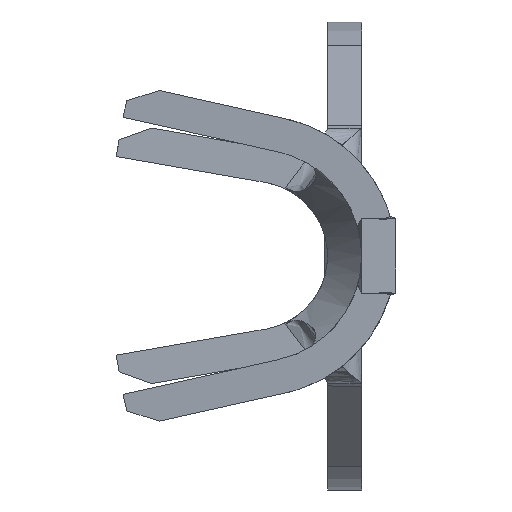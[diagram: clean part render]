
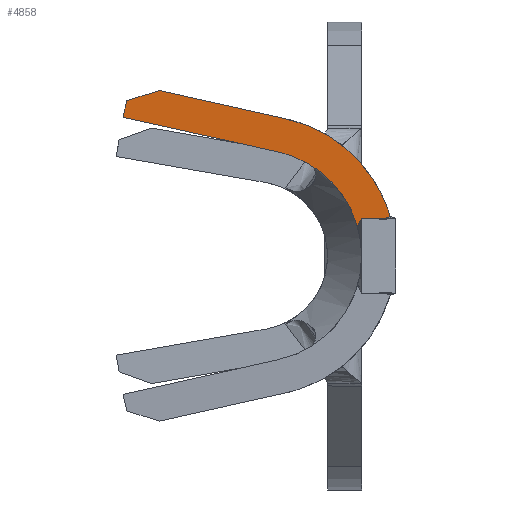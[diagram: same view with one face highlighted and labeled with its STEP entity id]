
A CAD part, left-side view. The second image highlights one B-rep face of the part: STEP entity #4858.
In plain terms, the highlighted planar face has unit normal (-0.996, 0.087, 0).
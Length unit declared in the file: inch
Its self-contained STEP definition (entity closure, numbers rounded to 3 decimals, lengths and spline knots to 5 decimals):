
#367 = DIRECTION ( 'NONE',  ( -0.083, -0.951, 0.298 ) ) ;
#449 =( BOUNDED_CURVE ( )  B_SPLINE_CURVE ( 3, ( #1698, #7297, #6264, #2847 ),
 .UNSPECIFIED., .F., .T. ) 
 B_SPLINE_CURVE_WITH_KNOTS ( ( 4, 4 ),
 ( 0.28288, 1.35123 ),
 .UNSPECIFIED. ) 
 CURVE ( )  GEOMETRIC_REPRESENTATION_ITEM ( )  RATIONAL_B_SPLINE_CURVE ( ( 1., 0.907, 0.907, 1. ) ) 
 REPRESENTATION_ITEM ( '' )  );
#458 = CARTESIAN_POINT ( 'NONE',  ( -0.9964, -0.0203, 0.13152 ) ) ;
#510 = CARTESIAN_POINT ( 'NONE',  ( -0.98261, 0.13732, 0.15567 ) ) ;
#537 = ORIENTED_EDGE ( 'NONE', *, *, #4160, .F. ) ;
#833 = EDGE_CURVE ( 'NONE', #3987, #2740, #1628, .T. ) ;
#1129 = DIRECTION ( 'NONE',  ( -0.085, -0.972, -0.217 ) ) ;
#1286 = ORIENTED_EDGE ( 'NONE', *, *, #1861, .F. ) ;
#1369 = VERTEX_POINT ( 'NONE', #7359 ) ;
#1404 = EDGE_LOOP ( 'NONE', ( #537, #1286, #2412, #3159, #2908, #3316, #2999 ) ) ;
#1446 = VECTOR ( 'NONE', #2425, 39.37008 ) ;
#1473 = VECTOR ( 'NONE', #1129, 39.37008 ) ;
#1628 = LINE ( 'NONE', #5933, #1446 ) ;
#1698 = CARTESIAN_POINT ( 'NONE',  ( -0.99408, 0.0062, 0.04354 ) ) ;
#1721 = CARTESIAN_POINT ( 'NONE',  ( -0.98356, 0.12651, 0.20449 ) ) ;
#1727 = DIRECTION ( 'NONE',  ( 0.996, -0.087, 0. ) ) ;
#1791 = DIRECTION ( 'NONE',  ( 0.084, 0.957, -0.278 ) ) ;
#1861 = EDGE_CURVE ( 'NONE', #6781, #1369, #5867, .T. ) ;
#2012 = VECTOR ( 'NONE', #4536, 39.37008 ) ;
#2112 = CARTESIAN_POINT ( 'NONE',  ( -0.96334, 0.35764, 0.22342 ) ) ;
#2412 = ORIENTED_EDGE ( 'NONE', *, *, #6213, .F. ) ;
#2425 = DIRECTION ( 'NONE',  ( -0.019, -0.218, 0.976 ) ) ;
#2699 = CARTESIAN_POINT ( 'NONE',  ( -0.964, 0.35, 0.20313 ) ) ;
#2740 = VERTEX_POINT ( 'NONE', #4367 ) ;
#2775 = EDGE_CURVE ( 'NONE', #2740, #4382, #4908, .T. ) ;
#2847 = CARTESIAN_POINT ( 'NONE',  ( -0.98395, 0.12202, 0.15225 ) ) ;
#2908 = ORIENTED_EDGE ( 'NONE', *, *, #833, .F. ) ;
#2999 = ORIENTED_EDGE ( 'NONE', *, *, #4062, .F. ) ;
#3159 = ORIENTED_EDGE ( 'NONE', *, *, #2775, .F. ) ;
#3166 = LINE ( 'NONE', #1721, #1473 ) ;
#3195 = VECTOR ( 'NONE', #367, 39.37008 ) ;
#3316 = ORIENTED_EDGE ( 'NONE', *, *, #6737, .F. ) ;
#3412 = CARTESIAN_POINT ( 'NONE',  ( -0.9849, 0.11113, 0.20105 ) ) ;
#3451 = CARTESIAN_POINT ( 'NONE',  ( -0.96865, 0.29685, 0.2425 ) ) ;
#3525 = LINE ( 'NONE', #510, #2012 ) ;
#3987 = VERTEX_POINT ( 'NONE', #2699 ) ;
#4062 = EDGE_CURVE ( 'NONE', #5918, #5483, #449, .T. ) ;
#4084 = FACE_OUTER_BOUND ( 'NONE', #1404, .T. ) ;
#4160 = EDGE_CURVE ( 'NONE', #1369, #5918, #7286, .T. ) ;
#4234 = CARTESIAN_POINT ( 'NONE',  ( -0.99408, 0.0062, 0.04354 ) ) ;
#4367 = CARTESIAN_POINT ( 'NONE',  ( -0.96448, 0.34455, 0.22753 ) ) ;
#4382 = VERTEX_POINT ( 'NONE', #3451 ) ;
#4476 = CARTESIAN_POINT ( 'NONE',  ( -0.99828, -0.04181, 0.0575 ) ) ;
#4536 = DIRECTION ( 'NONE',  ( 0.085, 0.972, 0.217 ) ) ;
#4647 = CARTESIAN_POINT ( 'NONE',  ( -0.99828, -0.04181, 0.0575 ) ) ;
#4858 = ADVANCED_FACE ( 'NONE', ( #4084 ), #5688, .F. ) ;
#4908 = LINE ( 'NONE', #2112, #3195 ) ;
#5037 = CARTESIAN_POINT ( 'NONE',  ( -0.99148, 0.0359, 0.18427 ) ) ;
#5483 = VERTEX_POINT ( 'NONE', #6248 ) ;
#5688 = PLANE ( 'NONE',  #6958 ) ;
#5708 = DIRECTION ( 'NONE',  ( 0.087, 0.996, 0. ) ) ;
#5779 = VECTOR ( 'NONE', #1791, 39.37008 ) ;
#5867 =( BOUNDED_CURVE ( )  B_SPLINE_CURVE ( 3, ( #6751, #5037, #458, #4476 ),
 .UNSPECIFIED., .F., .T. ) 
 B_SPLINE_CURVE_WITH_KNOTS ( ( 4, 4 ),
 ( 4.93196, 6.0003 ),
 .UNSPECIFIED. ) 
 CURVE ( )  GEOMETRIC_REPRESENTATION_ITEM ( )  RATIONAL_B_SPLINE_CURVE ( ( 1., 0.907, 0.907, 1. ) ) 
 REPRESENTATION_ITEM ( '' )  );
#5918 = VERTEX_POINT ( 'NONE', #4234 ) ;
#5933 = CARTESIAN_POINT ( 'NONE',  ( -0.96394, 0.35068, 0.20006 ) ) ;
#6213 = EDGE_CURVE ( 'NONE', #4382, #6781, #3166, .T. ) ;
#6248 = CARTESIAN_POINT ( 'NONE',  ( -0.98395, 0.12202, 0.15225 ) ) ;
#6264 = CARTESIAN_POINT ( 'NONE',  ( -0.98893, 0.06505, 0.13954 ) ) ;
#6737 = EDGE_CURVE ( 'NONE', #5483, #3987, #3525, .T. ) ;
#6751 = CARTESIAN_POINT ( 'NONE',  ( -0.9849, 0.11113, 0.20105 ) ) ;
#6781 = VERTEX_POINT ( 'NONE', #3412 ) ;
#6958 = AXIS2_PLACEMENT_3D ( 'NONE', #7382, #1727, #5708 ) ;
#7286 = LINE ( 'NONE', #4647, #5779 ) ;
#7297 = CARTESIAN_POINT ( 'NONE',  ( -0.99266, 0.02249, 0.09959 ) ) ;
#7359 = CARTESIAN_POINT ( 'NONE',  ( -0.99828, -0.04181, 0.0575 ) ) ;
#7382 = CARTESIAN_POINT ( 'NONE',  ( -0.999, -0.05, -0.25 ) ) ;
